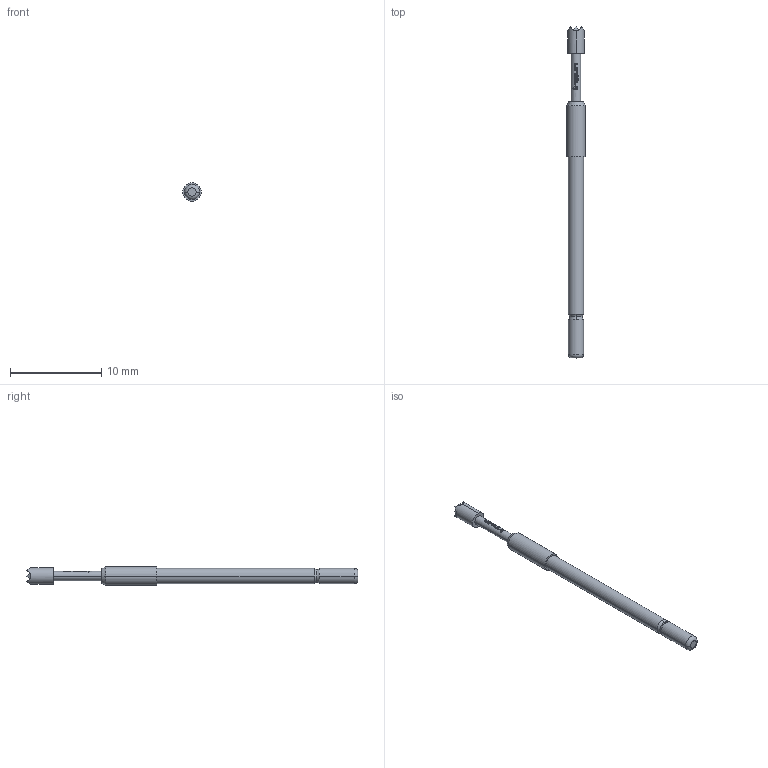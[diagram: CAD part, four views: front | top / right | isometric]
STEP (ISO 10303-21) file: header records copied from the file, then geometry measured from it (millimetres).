
FILE_DESCRIPTION (( 'STEP AP203' ), '1' );
FILE_NAME ('INGUN_GKS-112_306_180_X_xx06_0.STEP', '2017-10-24T07:23:07', ( '' ), ( '' ), 'SwSTEP 2.0', 'SolidWorks 2016', '' );
FILE_SCHEMA (( 'CONFIG_CONTROL_DESIGN' ));
Length unit declared in the file: millimetre
Products named in the file (2): INGUN_GKS-112_306_180_X_xx06_0
Bounding box: 2 x 36.3 x 2 mm (x, y, z)
Volume: 76.2 mm3; surface area: 193.7 mm2
Topology: 1 solids, 1 shells, 126 faces, 310 edges, 195 vertices
Faces by surface type: plane 80, bspline 22, cylinder 16, torus 6, cone 2
Entity records: 4085 total; most frequent: CARTESIAN_POINT 1223, ORIENTED_EDGE 620, DIRECTION 480, EDGE_CURVE 310, VERTEX_POINT 195, AXIS2_PLACEMENT_3D 180, EDGE_LOOP 135, FACE_OUTER_BOUND 126
